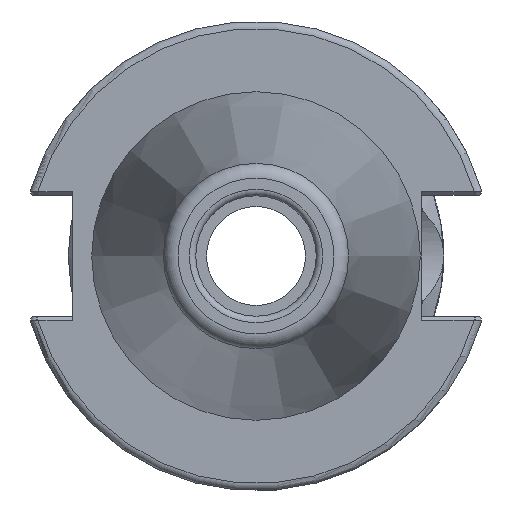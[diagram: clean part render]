
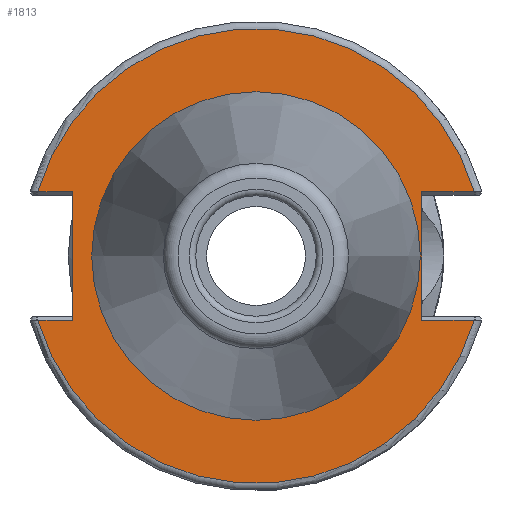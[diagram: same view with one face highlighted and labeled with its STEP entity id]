
A CAD part, left-side view. The second image highlights one B-rep face of the part: STEP entity #1813.
In plain terms, the highlighted planar face has unit normal (-1, 0, 0).
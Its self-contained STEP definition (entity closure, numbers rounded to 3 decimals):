
#69=FACE_BOUND('',#244,.T.);
#80=PLANE('',#1953);
#143=FACE_OUTER_BOUND('',#243,.T.);
#243=EDGE_LOOP('',(#1313,#1314,#1315,#1316,#1317,#1318,#1319,#1320));
#244=EDGE_LOOP('',(#1321,#1322));
#415=LINE('',#3030,#528);
#417=LINE('',#3098,#530);
#418=LINE('',#3100,#531);
#419=LINE('',#3104,#532);
#420=LINE('',#3106,#533);
#421=LINE('',#3107,#534);
#528=VECTOR('',#2184,10.);
#530=VECTOR('',#2202,10.);
#531=VECTOR('',#2203,10.);
#532=VECTOR('',#2206,10.);
#533=VECTOR('',#2207,10.);
#534=VECTOR('',#2208,10.);
#640=CIRCLE('',#1952,30.775);
#641=CIRCLE('',#1954,30.775);
#642=CIRCLE('',#1955,22.225);
#643=CIRCLE('',#1956,22.225);
#765=VERTEX_POINT('',#3023);
#768=VERTEX_POINT('',#3028);
#774=VERTEX_POINT('',#3076);
#776=VERTEX_POINT('',#3097);
#777=VERTEX_POINT('',#3099);
#778=VERTEX_POINT('',#3101);
#779=VERTEX_POINT('',#3103);
#780=VERTEX_POINT('',#3105);
#781=VERTEX_POINT('',#3108);
#782=VERTEX_POINT('',#3109);
#976=EDGE_CURVE('',#768,#765,#415,.T.);
#986=EDGE_CURVE('',#765,#774,#640,.T.);
#989=EDGE_CURVE('',#768,#776,#417,.T.);
#990=EDGE_CURVE('',#777,#776,#418,.T.);
#991=EDGE_CURVE('',#778,#777,#641,.T.);
#992=EDGE_CURVE('',#779,#778,#419,.T.);
#993=EDGE_CURVE('',#779,#780,#420,.T.);
#994=EDGE_CURVE('',#774,#780,#421,.T.);
#995=EDGE_CURVE('',#781,#782,#642,.T.);
#996=EDGE_CURVE('',#782,#781,#643,.T.);
#1313=ORIENTED_EDGE('',*,*,#976,.F.);
#1314=ORIENTED_EDGE('',*,*,#989,.T.);
#1315=ORIENTED_EDGE('',*,*,#990,.F.);
#1316=ORIENTED_EDGE('',*,*,#991,.F.);
#1317=ORIENTED_EDGE('',*,*,#992,.F.);
#1318=ORIENTED_EDGE('',*,*,#993,.T.);
#1319=ORIENTED_EDGE('',*,*,#994,.F.);
#1320=ORIENTED_EDGE('',*,*,#986,.F.);
#1321=ORIENTED_EDGE('',*,*,#995,.T.);
#1322=ORIENTED_EDGE('',*,*,#996,.T.);
#1813=ADVANCED_FACE('',(#143,#69),#80,.T.);
#1952=AXIS2_PLACEMENT_3D('',#3077,#2198,#2199);
#1953=AXIS2_PLACEMENT_3D('',#3096,#2200,#2201);
#1954=AXIS2_PLACEMENT_3D('',#3102,#2204,#2205);
#1955=AXIS2_PLACEMENT_3D('',#3110,#2209,#2210);
#1956=AXIS2_PLACEMENT_3D('',#3111,#2211,#2212);
#2184=DIRECTION('',(0.,-1.,0.));
#2198=DIRECTION('center_axis',(1.,0.,0.));
#2199=DIRECTION('ref_axis',(0.,0.,-1.));
#2200=DIRECTION('center_axis',(-1.,0.,0.));
#2201=DIRECTION('ref_axis',(0.,0.,1.));
#2202=DIRECTION('',(0.,0.,1.));
#2203=DIRECTION('',(0.,1.,0.));
#2204=DIRECTION('center_axis',(1.,0.,0.));
#2205=DIRECTION('ref_axis',(0.,0.,-1.));
#2206=DIRECTION('',(0.,1.,0.));
#2207=DIRECTION('',(0.,0.,-1.));
#2208=DIRECTION('',(0.,-1.,0.));
#2209=DIRECTION('center_axis',(1.,0.,0.));
#2210=DIRECTION('ref_axis',(0.,0.,-1.));
#2211=DIRECTION('center_axis',(1.,0.,0.));
#2212=DIRECTION('ref_axis',(0.,0.,-1.));
#3023=CARTESIAN_POINT('',(3.175,-29.523,-8.69));
#3028=CARTESIAN_POINT('',(3.175,-22.41,-8.69));
#3030=CARTESIAN_POINT('',(3.175,-4.878,-8.69));
#3076=CARTESIAN_POINT('',(3.175,29.523,-8.69));
#3077=CARTESIAN_POINT('Origin',(3.175,0.,
0.));
#3096=CARTESIAN_POINT('Origin',(3.175,30.775,0.));
#3097=CARTESIAN_POINT('',(3.175,-22.41,8.69));
#3098=CARTESIAN_POINT('',(3.175,-22.41,-4.095));
#3099=CARTESIAN_POINT('',(3.175,-29.523,8.69));
#3100=CARTESIAN_POINT('',(3.175,4.182,8.69));
#3101=CARTESIAN_POINT('',(3.175,29.523,8.69));
#3102=CARTESIAN_POINT('Origin',(3.175,0.,
0.));
#3103=CARTESIAN_POINT('',(3.175,24.8,8.69));
#3104=CARTESIAN_POINT('',(3.175,32.958,8.69));
#3105=CARTESIAN_POINT('',(3.175,24.8,-8.69));
#3106=CARTESIAN_POINT('',(3.175,24.8,4.095));
#3107=CARTESIAN_POINT('',(3.175,27.788,-8.69));
#3108=CARTESIAN_POINT('',(3.175,22.225,0.));
#3109=CARTESIAN_POINT('',(3.175,-22.225,0.));
#3110=CARTESIAN_POINT('Origin',(3.175,0.,
0.));
#3111=CARTESIAN_POINT('Origin',(3.175,0.,
0.));
